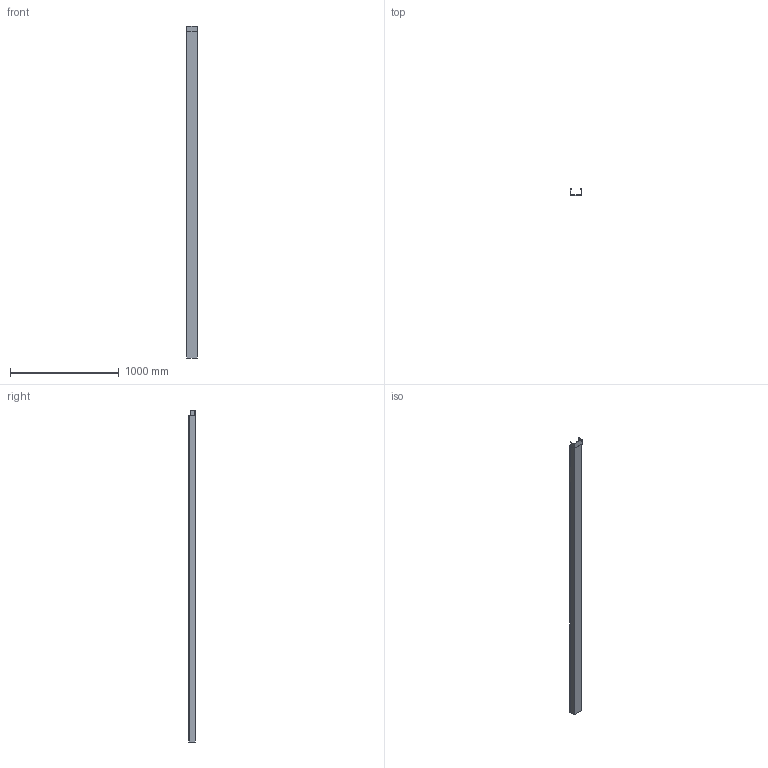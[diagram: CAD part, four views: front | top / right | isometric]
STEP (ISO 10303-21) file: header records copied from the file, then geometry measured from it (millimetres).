
FILE_DESCRIPTION (( 'STEP AP214' ), '1' );
FILE_NAME ('6062979.STEP', '2025-02-10T13:20:33', ( '' ), ( '' ), 'SwSTEP 2.0', 'SolidWorks 2024', '' );
FILE_SCHEMA (( 'AUTOMOTIVE_DESIGN' ));
Length unit declared in the file: millimetre
Products named in the file (1): 6062979
Bounding box: 103.5 x 61.75 x 3050 mm (x, y, z)
Volume: 749465.5 mm3; surface area: 1505532.8 mm2
Topology: 1 solids, 1 shells, 102 faces, 236 edges, 136 vertices
Faces by surface type: plane 44, cylinder 24, bspline 20, cone 6, torus 4, sphere 4
Entity records: 3445 total; most frequent: CARTESIAN_POINT 1305, ORIENTED_EDGE 472, DIRECTION 404, EDGE_CURVE 236, AXIS2_PLACEMENT_3D 143, VERTEX_POINT 136, VECTOR 118, LINE 118
